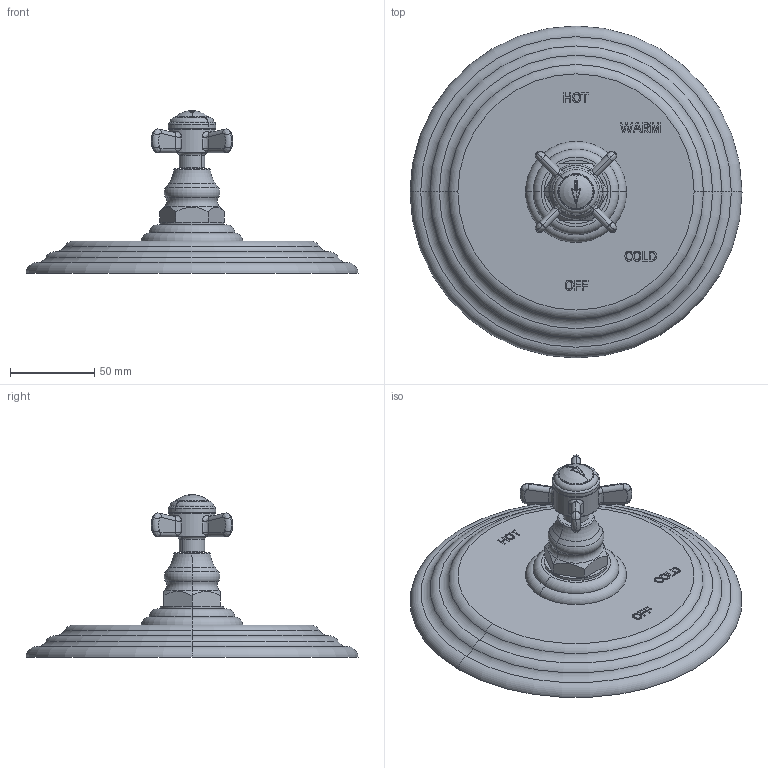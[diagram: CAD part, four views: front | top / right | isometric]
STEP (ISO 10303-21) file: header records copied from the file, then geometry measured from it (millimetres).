
FILE_DESCRIPTION((''),'2;1');
FILE_NAME('4-1004BP','2021-06-02T14:29:31',('jinson.thomas'),(''),'CREO PARAMETRIC BY PTC INC, 2018400','CREO PARAMETRIC BY PTC INC, 2018400','');
FILE_SCHEMA(('CONFIG_CONTROL_DESIGN'));
Length unit declared in the file: inch
Products named in the file (1): 4-1004BP
Bounding box: 196.85 x 196.85 x 96.42 mm (x, y, z)
Volume: 519544.8 mm3; surface area: 74836.6 mm2
Topology: 1 solids, 1 shells, 381 faces, 957 edges, 603 vertices
Faces by surface type: plane 169, extrusion 80, torus 46, bspline 44, cylinder 30, cone 6, sphere 6
Entity records: 14914 total; most frequent: CARTESIAN_POINT 6212, ORIENTED_EDGE 1910, DIRECTION 1563, EDGE_CURVE 955, VERTEX_POINT 603, VECTOR 545, AXIS2_PLACEMENT_3D 509, LINE 465
